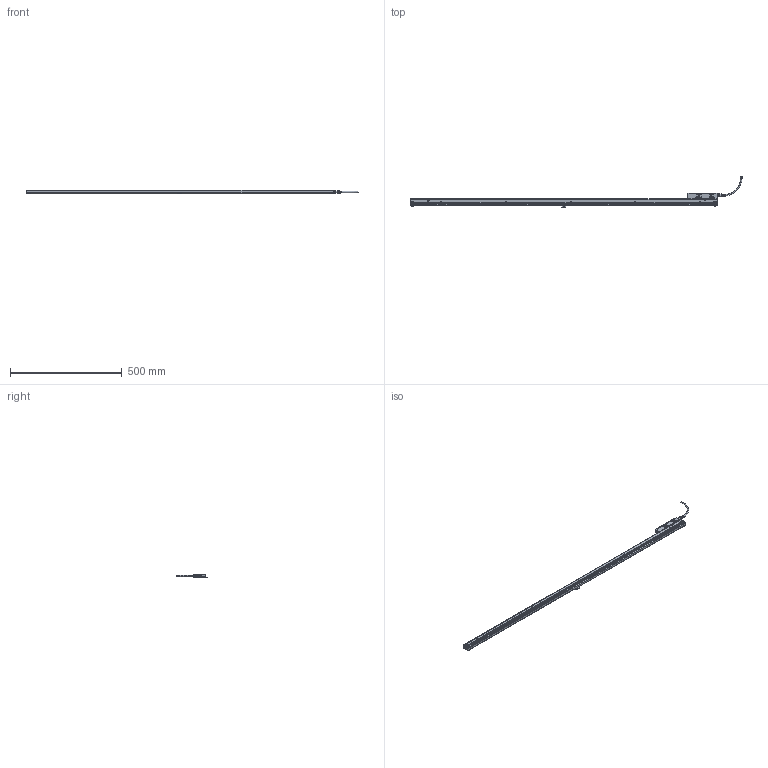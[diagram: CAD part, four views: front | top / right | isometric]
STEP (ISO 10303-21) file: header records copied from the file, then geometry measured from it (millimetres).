
FILE_DESCRIPTION(('CATIA V5 STEP'),'2;1');
FILE_NAME('SR27A-124-L.stp','2014-10-02T03:44:41+00:00',('none'),('none'),'CATIA Version 5 Release 19 SP 6 (IN-10)','CATIA V5 STEP AP214','none');
FILE_SCHEMA(('AUTOMOTIVE_DESIGN { 1 0 10303 214 1 1 1 1 }'));
Length unit declared in the file: millimetre
Products named in the file (1): SR27A-124-L
Bounding box: 1486.9 x 141.2 x 17.85 mm (x, y, z)
Volume: 700 mm3; surface area: 194605.8 mm2
Topology: 58 solids, 60 shells, 3022 faces, 8044 edges, 5147 vertices
Faces by surface type: plane 1549, cylinder 1116, cone 139, torus 120, bspline 72, sphere 26
Entity records: 90700 total; most frequent: CARTESIAN_POINT 22390, ORIENTED_EDGE 16004, DIRECTION 10783, EDGE_CURVE 7998, VERTEX_POINT 5147, VECTOR 4848, LINE 4848, AXIS2_PLACEMENT_3D 4217
